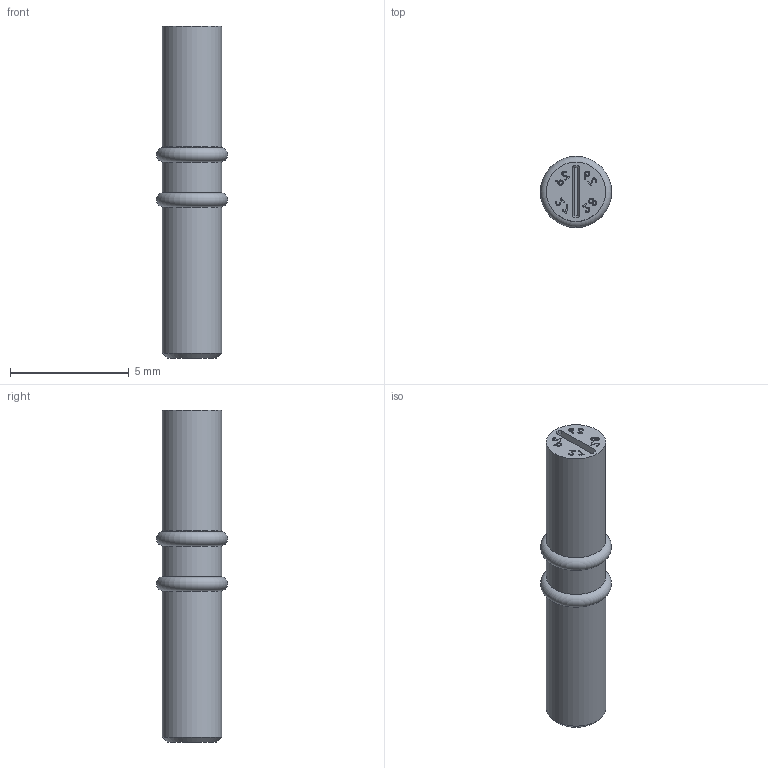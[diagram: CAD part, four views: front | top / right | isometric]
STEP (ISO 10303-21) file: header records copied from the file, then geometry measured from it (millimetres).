
FILE_DESCRIPTION(/* description */ (''),/* implementation_level */ '2;1');
FILE_NAME(/* name */ 'Dati-8000_$2,5$Jahr+3.dwg.stp',/* time_stamp */ '2025-09-09T18:34:13+02:00',/* author */ ('olafg'),/* organization */ (''),/* preprocessor_version */ 'ST-DEVELOPER v20',/* originating_system */ 'Autodesk Inventor 2024',/* authorisation */ '');
FILE_SCHEMA (('AUTOMOTIVE_DESIGN { 1 0 10303 214 3 1 1 }'));
Length unit declared in the file: millimetre
Products named in the file (1): 8002,5-05-00 A Stelleinsatz
Bounding box: 3 x 3 x 14 mm (x, y, z)
Volume: 69.1 mm3; surface area: 157 mm2
Topology: 3 solids, 3 shells, 175 faces, 461 edges, 305 vertices
Faces by surface type: bspline 101, plane 58, torus 6, cone 5, cylinder 5
Full cylindrical faces by diameter (mm): 1.6 x2, 2.5 x3
Entity records: 6369 total; most frequent: CARTESIAN_POINT 2650, ORIENTED_EDGE 922, EDGE_CURVE 461, DIRECTION 440, VERTEX_POINT 305, LINE 228, VECTOR 228, B_SPLINE_CURVE_WITH_KNOTS 202
